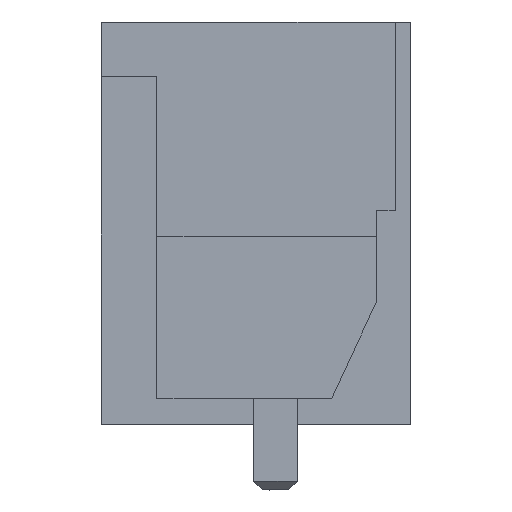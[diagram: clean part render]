
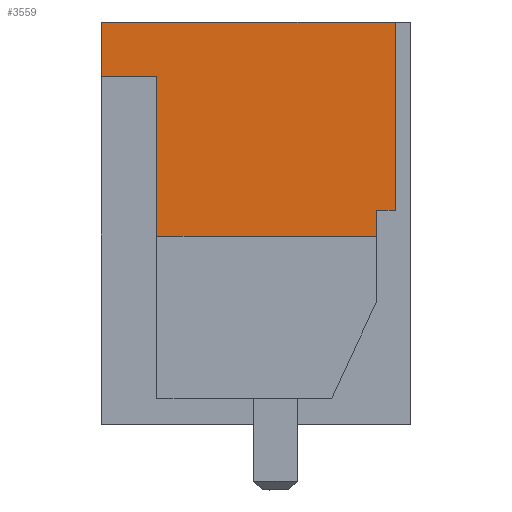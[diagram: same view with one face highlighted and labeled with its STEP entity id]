
A CAD part, left-side view. The second image highlights one B-rep face of the part: STEP entity #3559.
In plain terms, the highlighted planar face has unit normal (-1, 0, 0).
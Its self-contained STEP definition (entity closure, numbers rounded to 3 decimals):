
#3507=AXIS2_PLACEMENT_3D('Plane Axis2P3D',#3504,#3505,#3506) ;
#1111=CARTESIAN_POINT('Vertex',(0.,7.07,12.4)) ;
#1114=CARTESIAN_POINT('Line Origine',(0.,3.71,12.4)) ;
#1118=CARTESIAN_POINT('Vertex',(0.,0.35,12.4)) ;
#3426=CARTESIAN_POINT('Vertex',(0.,7.07,11.15)) ;
#3429=CARTESIAN_POINT('Line Origine',(0.,7.07,11.775)) ;
#3504=CARTESIAN_POINT('Axis2P3D Location',(0.,0.,0.)) ;
#3509=CARTESIAN_POINT('Line Origine',(0.,0.78,7.8)) ;
#3513=CARTESIAN_POINT('Vertex',(0.,0.78,7.5)) ;
#3515=CARTESIAN_POINT('Vertex',(0.,0.78,8.1)) ;
#3518=CARTESIAN_POINT('Line Origine',(0.,0.565,8.1)) ;
#3522=CARTESIAN_POINT('Vertex',(0.,0.35,8.1)) ;
#3525=CARTESIAN_POINT('Line Origine',(0.,0.35,10.25)) ;
#3530=CARTESIAN_POINT('Line Origine',(0.,6.435,11.15)) ;
#3534=CARTESIAN_POINT('Vertex',(0.,5.8,11.15)) ;
#3537=CARTESIAN_POINT('Line Origine',(0.,5.8,9.325)) ;
#3541=CARTESIAN_POINT('Vertex',(0.,5.8,7.5)) ;
#3544=CARTESIAN_POINT('Line Origine',(0.,3.29,7.5)) ;
#1115=DIRECTION('Vector Direction',(0.,-1.,0.)) ;
#3430=DIRECTION('Vector Direction',(0.,0.,1.)) ;
#3505=DIRECTION('Axis2P3D Direction',(-1.,0.,0.)) ;
#3506=DIRECTION('Axis2P3D XDirection',(0.,0.,1.)) ;
#3510=DIRECTION('Vector Direction',(0.,0.,-1.)) ;
#3519=DIRECTION('Vector Direction',(0.,1.,0.)) ;
#3526=DIRECTION('Vector Direction',(0.,0.,-1.)) ;
#3531=DIRECTION('Vector Direction',(0.,1.,0.)) ;
#3538=DIRECTION('Vector Direction',(0.,0.,1.)) ;
#3545=DIRECTION('Vector Direction',(0.,-1.,0.)) ;
#1116=VECTOR('Line Direction',#1115,1.) ;
#3431=VECTOR('Line Direction',#3430,1.) ;
#3511=VECTOR('Line Direction',#3510,1.) ;
#3520=VECTOR('Line Direction',#3519,1.) ;
#3527=VECTOR('Line Direction',#3526,1.) ;
#3532=VECTOR('Line Direction',#3531,1.) ;
#3539=VECTOR('Line Direction',#3538,1.) ;
#3546=VECTOR('Line Direction',#3545,1.) ;
#3550=ORIENTED_EDGE('',*,*,#3517,.T.) ;
#3551=ORIENTED_EDGE('',*,*,#3524,.T.) ;
#3552=ORIENTED_EDGE('',*,*,#3529,.T.) ;
#3553=ORIENTED_EDGE('',*,*,#1120,.T.) ;
#3554=ORIENTED_EDGE('',*,*,#3433,.T.) ;
#3555=ORIENTED_EDGE('',*,*,#3536,.T.) ;
#3556=ORIENTED_EDGE('',*,*,#3543,.T.) ;
#3557=ORIENTED_EDGE('',*,*,#3548,.T.) ;
#3559=ADVANCED_FACE('HOUSING',(#3558),#3508,.T.) ;
#1120=EDGE_CURVE('',#1119,#1112,#1117,.F.) ;
#3433=EDGE_CURVE('',#1112,#3427,#3432,.F.) ;
#3517=EDGE_CURVE('',#3514,#3516,#3512,.F.) ;
#3524=EDGE_CURVE('',#3516,#3523,#3521,.F.) ;
#3529=EDGE_CURVE('',#3523,#1119,#3528,.F.) ;
#3536=EDGE_CURVE('',#3427,#3535,#3533,.F.) ;
#3543=EDGE_CURVE('',#3535,#3542,#3540,.F.) ;
#3548=EDGE_CURVE('',#3542,#3514,#3547,.T.) ;
#3549=EDGE_LOOP('',(#3550,#3551,#3552,#3553,#3554,#3555,#3556,#3557)) ;
#3558=FACE_OUTER_BOUND('',#3549,.T.) ;
#1117=LINE('Line',#1114,#1116) ;
#3432=LINE('Line',#3429,#3431) ;
#3512=LINE('Line',#3509,#3511) ;
#3521=LINE('Line',#3518,#3520) ;
#3528=LINE('Line',#3525,#3527) ;
#3533=LINE('Line',#3530,#3532) ;
#3540=LINE('Line',#3537,#3539) ;
#3547=LINE('Line',#3544,#3546) ;
#3508=PLANE('',#3507) ;
#1112=VERTEX_POINT('',#1111) ;
#1119=VERTEX_POINT('',#1118) ;
#3427=VERTEX_POINT('',#3426) ;
#3514=VERTEX_POINT('',#3513) ;
#3516=VERTEX_POINT('',#3515) ;
#3523=VERTEX_POINT('',#3522) ;
#3535=VERTEX_POINT('',#3534) ;
#3542=VERTEX_POINT('',#3541) ;
